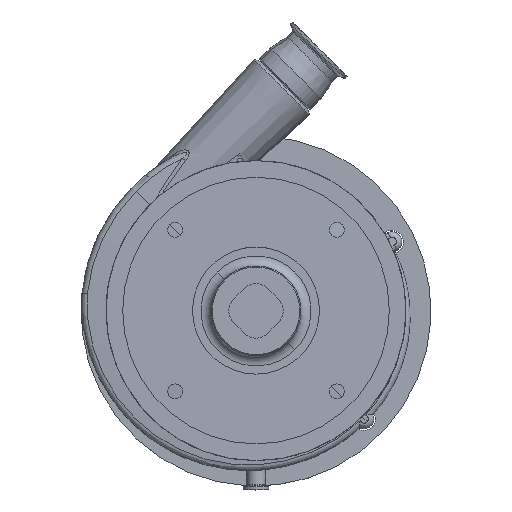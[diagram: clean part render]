
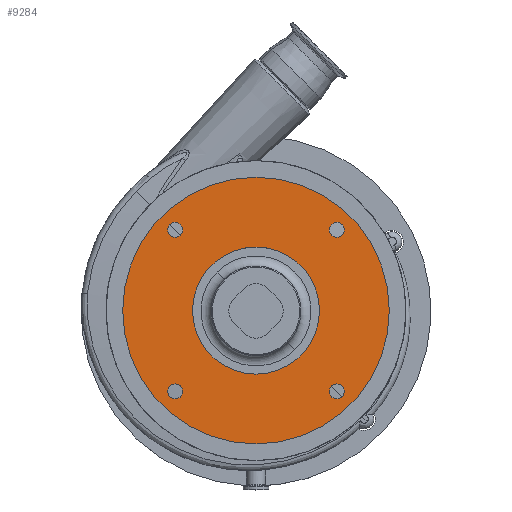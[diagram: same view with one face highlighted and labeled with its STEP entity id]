
A CAD part, top view. The second image highlights one B-rep face of the part: STEP entity #9284.
In plain terms, the highlighted planar face has unit normal (0, 0, 1).
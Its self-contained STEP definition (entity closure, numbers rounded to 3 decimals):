
#44 = DIRECTION ( 'NONE',  ( 1., 0., 0. ) ) ;
#68 = ORIENTED_EDGE ( 'NONE', *, *, #4284, .T. ) ;
#400 = CARTESIAN_POINT ( 'NONE',  ( 88.322, 80.822, 219.5 ) ) ;
#437 = DIRECTION ( 'NONE',  ( 0., 0., -1. ) ) ;
#444 = CARTESIAN_POINT ( 'NONE',  ( 0., 0., 219.5 ) ) ;
#602 = ORIENTED_EDGE ( 'NONE', *, *, #5808, .T. ) ;
#758 = DIRECTION ( 'NONE',  ( 0., 0., -1. ) ) ;
#1265 = DIRECTION ( 'NONE',  ( 0., 0., -1. ) ) ;
#1601 = DIRECTION ( 'NONE',  ( 1., 0., 0. ) ) ;
#1684 = FACE_BOUND ( 'NONE', #13954, .T. ) ;
#1976 = AXIS2_PLACEMENT_3D ( 'NONE', #7531, #4072, #44 ) ;
#2126 = CIRCLE ( 'NONE', #11346, 7.5 ) ;
#2294 = CARTESIAN_POINT ( 'NONE',  ( -73.322, 80.822, 219.5 ) ) ;
#2410 = CIRCLE ( 'NONE', #15043, 7.5 ) ;
#2493 = DIRECTION ( 'NONE',  ( 0., 0., 1. ) ) ;
#2582 = VERTEX_POINT ( 'NONE', #4770 ) ;
#3080 = FACE_OUTER_BOUND ( 'NONE', #4051, .T. ) ;
#3185 = ORIENTED_EDGE ( 'NONE', *, *, #3360, .T. ) ;
#3255 = EDGE_LOOP ( 'NONE', ( #602, #4289 ) ) ;
#3264 = EDGE_LOOP ( 'NONE', ( #68, #15753 ) ) ;
#3342 = CIRCLE ( 'NONE', #7809, 7.5 ) ;
#3360 = EDGE_CURVE ( 'NONE', #14817, #12143, #12787, .T. ) ;
#3686 = DIRECTION ( 'NONE',  ( 0., 0., 1. ) ) ;
#3745 = DIRECTION ( 'NONE',  ( 0., 0., -1. ) ) ;
#3824 = DIRECTION ( 'NONE',  ( 1., 0., 0. ) ) ;
#3845 = AXIS2_PLACEMENT_3D ( 'NONE', #10481, #6861, #14211 ) ;
#4051 = EDGE_LOOP ( 'NONE', ( #10551, #8429 ) ) ;
#4072 = DIRECTION ( 'NONE',  ( 0., 0., -1. ) ) ;
#4156 = DIRECTION ( 'NONE',  ( 0., 0., 1. ) ) ;
#4280 = EDGE_CURVE ( 'NONE', #16243, #2582, #4626, .T. ) ;
#4284 = EDGE_CURVE ( 'NONE', #10112, #10993, #8025, .T. ) ;
#4289 = ORIENTED_EDGE ( 'NONE', *, *, #10358, .T. ) ;
#4408 = EDGE_CURVE ( 'NONE', #10993, #10112, #15437, .T. ) ;
#4444 = CARTESIAN_POINT ( 'NONE',  ( -63.5, 0., 219.5 ) ) ;
#4477 = DIRECTION ( 'NONE',  ( 0., 0., -1. ) ) ;
#4601 = ORIENTED_EDGE ( 'NONE', *, *, #7713, .T. ) ;
#4626 = CIRCLE ( 'NONE', #13864, 133.35 ) ;
#4707 = CARTESIAN_POINT ( 'NONE',  ( 0., 0., 219.5 ) ) ;
#4770 = CARTESIAN_POINT ( 'NONE',  ( -133.35, 0., 219.5 ) ) ;
#5025 = CARTESIAN_POINT ( 'NONE',  ( 73.322, -80.822, 219.5 ) ) ;
#5053 = DIRECTION ( 'NONE',  ( 1., 0., 0. ) ) ;
#5235 = VERTEX_POINT ( 'NONE', #6985 ) ;
#5589 = CARTESIAN_POINT ( 'NONE',  ( -88.322, 80.822, 219.5 ) ) ;
#5624 = PLANE ( 'NONE',  #7093 ) ;
#5653 = ORIENTED_EDGE ( 'NONE', *, *, #15077, .T. ) ;
#5703 = FACE_BOUND ( 'NONE', #3264, .T. ) ;
#5808 = EDGE_CURVE ( 'NONE', #11267, #9621, #16247, .T. ) ;
#5810 = AXIS2_PLACEMENT_3D ( 'NONE', #13886, #3745, #3824 ) ;
#5948 = CIRCLE ( 'NONE', #7799, 133.35 ) ;
#6290 = CARTESIAN_POINT ( 'NONE',  ( -80.822, 80.822, 219.5 ) ) ;
#6630 = FACE_BOUND ( 'NONE', #9216, .T. ) ;
#6861 = DIRECTION ( 'NONE',  ( 0., 0., -1. ) ) ;
#6862 = FACE_BOUND ( 'NONE', #3255, .T. ) ;
#6985 = CARTESIAN_POINT ( 'NONE',  ( -73.322, -80.822, 219.5 ) ) ;
#6998 = EDGE_CURVE ( 'NONE', #2582, #16243, #5948, .T. ) ;
#7093 = AXIS2_PLACEMENT_3D ( 'NONE', #444, #4156, #10651 ) ;
#7414 = CIRCLE ( 'NONE', #5810, 63.5 ) ;
#7420 = CARTESIAN_POINT ( 'NONE',  ( 133.35, 0., 219.5 ) ) ;
#7435 = DIRECTION ( 'NONE',  ( 1., 0., 0. ) ) ;
#7513 = DIRECTION ( 'NONE',  ( 0., 0., -1. ) ) ;
#7531 = CARTESIAN_POINT ( 'NONE',  ( 0., 0., 219.5 ) ) ;
#7631 = CIRCLE ( 'NONE', #14472, 7.5 ) ;
#7713 = EDGE_CURVE ( 'NONE', #13656, #13433, #3342, .T. ) ;
#7799 = AXIS2_PLACEMENT_3D ( 'NONE', #14978, #3686, #12513 ) ;
#7809 = AXIS2_PLACEMENT_3D ( 'NONE', #10983, #758, #8492 ) ;
#8025 = CIRCLE ( 'NONE', #10154, 7.5 ) ;
#8209 = ORIENTED_EDGE ( 'NONE', *, *, #10135, .T. ) ;
#8373 = EDGE_CURVE ( 'NONE', #5235, #12685, #8647, .T. ) ;
#8429 = ORIENTED_EDGE ( 'NONE', *, *, #6998, .T. ) ;
#8492 = DIRECTION ( 'NONE',  ( 1., 0., 0. ) ) ;
#8647 = CIRCLE ( 'NONE', #14448, 7.5 ) ;
#8946 = CARTESIAN_POINT ( 'NONE',  ( 73.322, 80.822, 219.5 ) ) ;
#9109 = CARTESIAN_POINT ( 'NONE',  ( -88.322, -80.822, 219.5 ) ) ;
#9216 = EDGE_LOOP ( 'NONE', ( #3185, #15899 ) ) ;
#9284 = ADVANCED_FACE ( 'NONE', ( #6630, #1684, #3080, #5703, #6862, #9325 ), #5624, .T. ) ;
#9325 = FACE_BOUND ( 'NONE', #15042, .T. ) ;
#9512 = DIRECTION ( 'NONE',  ( 1., 0., 0. ) ) ;
#9621 = VERTEX_POINT ( 'NONE', #5589 ) ;
#10112 = VERTEX_POINT ( 'NONE', #15650 ) ;
#10135 = EDGE_CURVE ( 'NONE', #12685, #5235, #2126, .T. ) ;
#10153 = AXIS2_PLACEMENT_3D ( 'NONE', #6290, #1265, #5053 ) ;
#10154 = AXIS2_PLACEMENT_3D ( 'NONE', #12562, #7513, #16117 ) ;
#10358 = EDGE_CURVE ( 'NONE', #9621, #11267, #2410, .T. ) ;
#10481 = CARTESIAN_POINT ( 'NONE',  ( 80.822, -80.822, 219.5 ) ) ;
#10551 = ORIENTED_EDGE ( 'NONE', *, *, #4280, .T. ) ;
#10643 = EDGE_CURVE ( 'NONE', #12143, #14817, #7414, .T. ) ;
#10651 = DIRECTION ( 'NONE',  ( 1., 0., 0. ) ) ;
#10676 = DIRECTION ( 'NONE',  ( 0., 0., -1. ) ) ;
#10983 = CARTESIAN_POINT ( 'NONE',  ( 80.822, 80.822, 219.5 ) ) ;
#10993 = VERTEX_POINT ( 'NONE', #5025 ) ;
#11267 = VERTEX_POINT ( 'NONE', #2294 ) ;
#11270 = CARTESIAN_POINT ( 'NONE',  ( 63.5, 0., 219.5 ) ) ;
#11346 = AXIS2_PLACEMENT_3D ( 'NONE', #11914, #10676, #9512 ) ;
#11473 = ORIENTED_EDGE ( 'NONE', *, *, #8373, .T. ) ;
#11691 = CARTESIAN_POINT ( 'NONE',  ( 80.822, 80.822, 219.5 ) ) ;
#11897 = CARTESIAN_POINT ( 'NONE',  ( -80.822, -80.822, 219.5 ) ) ;
#11914 = CARTESIAN_POINT ( 'NONE',  ( -80.822, -80.822, 219.5 ) ) ;
#12143 = VERTEX_POINT ( 'NONE', #11270 ) ;
#12513 = DIRECTION ( 'NONE',  ( 1., 0., 0. ) ) ;
#12562 = CARTESIAN_POINT ( 'NONE',  ( 80.822, -80.822, 219.5 ) ) ;
#12685 = VERTEX_POINT ( 'NONE', #9109 ) ;
#12787 = CIRCLE ( 'NONE', #1976, 63.5 ) ;
#13309 = DIRECTION ( 'NONE',  ( 1., 0., 0. ) ) ;
#13433 = VERTEX_POINT ( 'NONE', #400 ) ;
#13656 = VERTEX_POINT ( 'NONE', #8946 ) ;
#13864 = AXIS2_PLACEMENT_3D ( 'NONE', #4707, #2493, #7435 ) ;
#13886 = CARTESIAN_POINT ( 'NONE',  ( 0., 0., 219.5 ) ) ;
#13954 = EDGE_LOOP ( 'NONE', ( #11473, #8209 ) ) ;
#14211 = DIRECTION ( 'NONE',  ( 1., 0., 0. ) ) ;
#14255 = DIRECTION ( 'NONE',  ( 0., 0., -1. ) ) ;
#14292 = CARTESIAN_POINT ( 'NONE',  ( -80.822, 80.822, 219.5 ) ) ;
#14448 = AXIS2_PLACEMENT_3D ( 'NONE', #11897, #4477, #13309 ) ;
#14472 = AXIS2_PLACEMENT_3D ( 'NONE', #11691, #14255, #15253 ) ;
#14817 = VERTEX_POINT ( 'NONE', #4444 ) ;
#14978 = CARTESIAN_POINT ( 'NONE',  ( 0., 0., 219.5 ) ) ;
#15042 = EDGE_LOOP ( 'NONE', ( #5653, #4601 ) ) ;
#15043 = AXIS2_PLACEMENT_3D ( 'NONE', #14292, #437, #1601 ) ;
#15077 = EDGE_CURVE ( 'NONE', #13433, #13656, #7631, .T. ) ;
#15253 = DIRECTION ( 'NONE',  ( 1., 0., 0. ) ) ;
#15437 = CIRCLE ( 'NONE', #3845, 7.5 ) ;
#15650 = CARTESIAN_POINT ( 'NONE',  ( 88.322, -80.822, 219.5 ) ) ;
#15753 = ORIENTED_EDGE ( 'NONE', *, *, #4408, .T. ) ;
#15899 = ORIENTED_EDGE ( 'NONE', *, *, #10643, .T. ) ;
#16117 = DIRECTION ( 'NONE',  ( 1., 0., 0. ) ) ;
#16243 = VERTEX_POINT ( 'NONE', #7420 ) ;
#16247 = CIRCLE ( 'NONE', #10153, 7.5 ) ;
